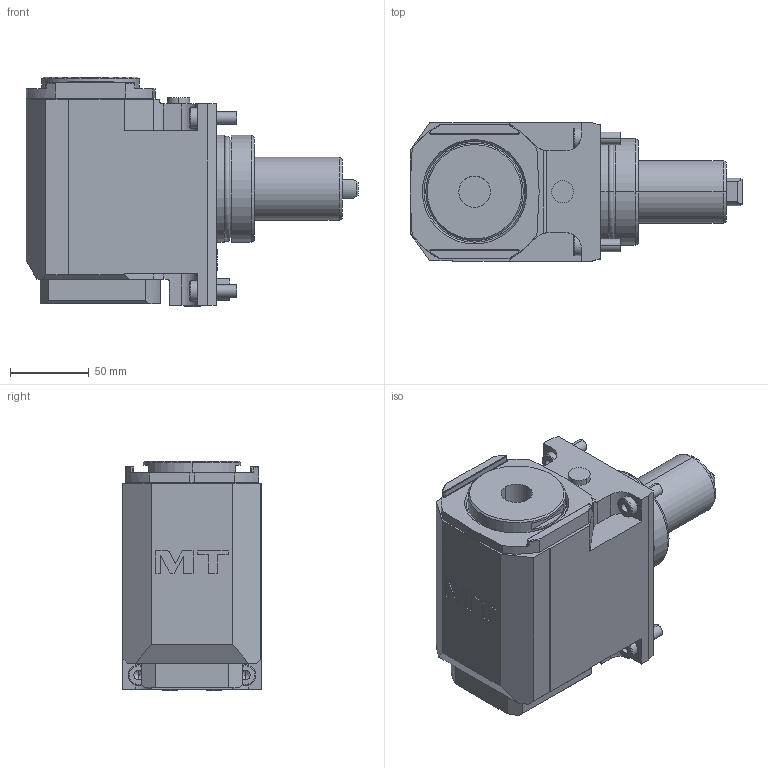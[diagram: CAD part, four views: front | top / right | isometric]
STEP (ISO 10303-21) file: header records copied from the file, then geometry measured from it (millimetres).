
FILE_DESCRIPTION((''),'2;1');
FILE_NAME('MZK0310432_CONF','2024-06-07T09:30:37',('gvalli'),('M.T. srl'),'CREO PARAMETRIC BY PTC INC, 2021072','CREO PARAMETRIC BY PTC INC, 2021072','');
FILE_SCHEMA(('CONFIG_CONTROL_DESIGN'));
Length unit declared in the file: millimetre
Products named in the file (1): MZK0310432_CONF
Bounding box: 211 x 88 x 146 mm (x, y, z)
Volume: 1470777.5 mm3; surface area: 106500.4 mm2
Topology: 1 solids, 1 shells, 270 faces, 664 edges, 430 vertices
Faces by surface type: plane 132, cylinder 88, cone 28, torus 20, extrusion 2
Entity records: 8886 total; most frequent: CARTESIAN_POINT 2366, DIRECTION 1368, ORIENTED_EDGE 1328, EDGE_CURVE 664, AXIS2_PLACEMENT_3D 498, VERTEX_POINT 430, VECTOR 372, LINE 370
